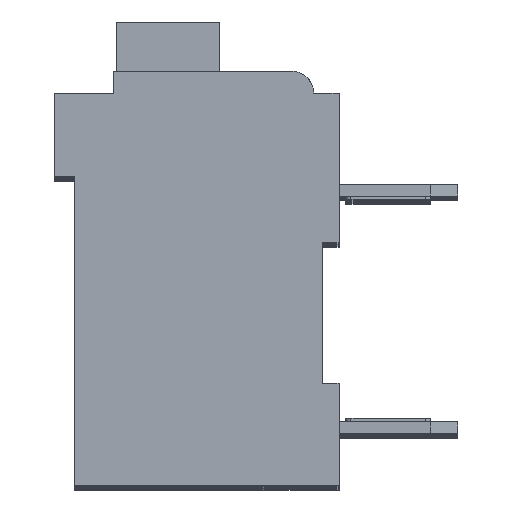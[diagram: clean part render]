
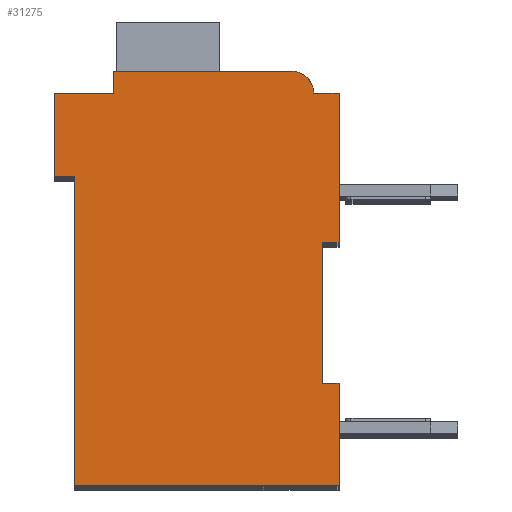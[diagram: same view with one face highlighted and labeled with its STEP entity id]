
A CAD part, top view. The second image highlights one B-rep face of the part: STEP entity #31275.
In plain terms, the highlighted planar face has unit normal (0, 0, 1).
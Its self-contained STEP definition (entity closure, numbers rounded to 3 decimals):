
#5620=DIRECTION('',(1.,0.,0.));
#5621=VECTOR('',#5620,0.5);
#5622=CARTESIAN_POINT('',(7.3,7.15,2.1));
#5623=LINE('',#5622,#5621);
#5624=DIRECTION('',(0.,1.,0.));
#5625=VECTOR('',#5624,4.15);
#5626=CARTESIAN_POINT('',(7.3,3.,2.1));
#5627=LINE('',#5626,#5625);
#5628=DIRECTION('',(-1.,0.,0.));
#5629=VECTOR('',#5628,0.5);
#5630=CARTESIAN_POINT('',(7.8,3.,2.1));
#5631=LINE('',#5630,#5629);
#5632=DIRECTION('',(0.,1.,0.));
#5633=VECTOR('',#5632,3.);
#5634=CARTESIAN_POINT('',(7.8,0.,2.1));
#5635=LINE('',#5634,#5633);
#5636=DIRECTION('',(1.,0.,0.));
#5637=VECTOR('',#5636,7.8);
#5638=CARTESIAN_POINT('',(0.,0.,2.1));
#5639=LINE('',#5638,#5637);
#5640=DIRECTION('',(0.,-1.,0.));
#5641=VECTOR('',#5640,9.1);
#5642=CARTESIAN_POINT('',(0.,9.1,2.1));
#5643=LINE('',#5642,#5641);
#5644=DIRECTION('',(1.,0.,0.));
#5645=VECTOR('',#5644,0.6);
#5646=CARTESIAN_POINT('',(-0.6,9.1,2.1));
#5647=LINE('',#5646,#5645);
#5648=DIRECTION('',(0.,-1.,0.));
#5649=VECTOR('',#5648,2.45);
#5650=CARTESIAN_POINT('',(-0.6,11.55,2.1));
#5651=LINE('',#5650,#5649);
#5652=DIRECTION('',(-1.,0.,0.));
#5653=VECTOR('',#5652,1.75);
#5654=CARTESIAN_POINT('',(1.15,11.55,2.1));
#5655=LINE('',#5654,#5653);
#5656=DIRECTION('',(0.,-1.,0.));
#5657=VECTOR('',#5656,0.65);
#5658=CARTESIAN_POINT('',(1.15,12.2,2.1));
#5659=LINE('',#5658,#5657);
#5660=DIRECTION('',(-1.,0.,0.));
#5661=VECTOR('',#5660,5.25);
#5662=CARTESIAN_POINT('',(6.4,12.2,2.1));
#5663=LINE('',#5662,#5661);
#5664=CARTESIAN_POINT('',(6.4,11.55,2.1));
#5665=DIRECTION('',(0.,0.,1.));
#5666=DIRECTION('',(1.,0.,0.));
#5667=AXIS2_PLACEMENT_3D('',#5664,#5665,#5666);
#5669=DIRECTION('',(-1.,0.,0.));
#5670=VECTOR('',#5669,0.75);
#5671=CARTESIAN_POINT('',(7.8,11.55,2.1));
#5672=LINE('',#5671,#5670);
#5673=DIRECTION('',(0.,1.,0.));
#5674=VECTOR('',#5673,4.4);
#5675=CARTESIAN_POINT('',(7.8,7.15,2.1));
#5676=LINE('',#5675,#5674);
#20363=CARTESIAN_POINT('',(7.3,7.15,2.1));
#20364=CARTESIAN_POINT('',(7.8,7.15,2.1));
#20365=VERTEX_POINT('',#20363);
#20366=VERTEX_POINT('',#20364);
#20367=CARTESIAN_POINT('',(7.8,11.55,2.1));
#20368=VERTEX_POINT('',#20367);
#20369=CARTESIAN_POINT('',(7.05,11.55,2.1));
#20370=VERTEX_POINT('',#20369);
#20371=CARTESIAN_POINT('',(6.4,12.2,2.1));
#20372=VERTEX_POINT('',#20371);
#20373=CARTESIAN_POINT('',(1.15,12.2,2.1));
#20374=VERTEX_POINT('',#20373);
#20375=CARTESIAN_POINT('',(1.15,11.55,2.1));
#20376=VERTEX_POINT('',#20375);
#20377=CARTESIAN_POINT('',(-0.6,11.55,2.1));
#20378=VERTEX_POINT('',#20377);
#20379=CARTESIAN_POINT('',(-0.6,9.1,2.1));
#20380=VERTEX_POINT('',#20379);
#20381=CARTESIAN_POINT('',(0.,9.1,2.1));
#20382=VERTEX_POINT('',#20381);
#20383=CARTESIAN_POINT('',(0.,0.,2.1));
#20384=VERTEX_POINT('',#20383);
#20385=CARTESIAN_POINT('',(7.8,0.,2.1));
#20386=VERTEX_POINT('',#20385);
#20387=CARTESIAN_POINT('',(7.8,3.,2.1));
#20388=VERTEX_POINT('',#20387);
#20389=CARTESIAN_POINT('',(7.3,3.,2.1));
#20390=VERTEX_POINT('',#20389);
#31251=CARTESIAN_POINT('',(0.,0.,2.1));
#31252=DIRECTION('',(0.,0.,1.));
#31253=DIRECTION('',(1.,0.,0.));
#31254=AXIS2_PLACEMENT_3D('',#31251,#31252,#31253);
#31255=PLANE('',#31254);
#31256=ORIENTED_EDGE('',*,*,#26772,.F.);
#31257=ORIENTED_EDGE('',*,*,#27781,.F.);
#31259=ORIENTED_EDGE('',*,*,#31258,.F.);
#31261=ORIENTED_EDGE('',*,*,#31260,.F.);
#31263=ORIENTED_EDGE('',*,*,#31262,.F.);
#31264=ORIENTED_EDGE('',*,*,#28578,.F.);
#31265=ORIENTED_EDGE('',*,*,#28778,.F.);
#31266=ORIENTED_EDGE('',*,*,#29142,.F.);
#31267=ORIENTED_EDGE('',*,*,#29511,.F.);
#31268=ORIENTED_EDGE('',*,*,#29580,.F.);
#31269=ORIENTED_EDGE('',*,*,#30108,.F.);
#31270=ORIENTED_EDGE('',*,*,#30913,.F.);
#31271=ORIENTED_EDGE('',*,*,#30713,.F.);
#31272=ORIENTED_EDGE('',*,*,#27317,.F.);
#31273=EDGE_LOOP('',(#31256,#31257,#31259,#31261,#31263,#31264,#31265,#31266,
#31267,#31268,#31269,#31270,#31271,#31272));
#31274=FACE_OUTER_BOUND('',#31273,.F.);
#5668=CIRCLE('',#5667,0.65);
#26772=EDGE_CURVE('',#20365,#20366,#5623,.T.);
#27317=EDGE_CURVE('',#20366,#20368,#5676,.T.);
#27781=EDGE_CURVE('',#20390,#20365,#5627,.T.);
#28578=EDGE_CURVE('',#20382,#20384,#5643,.T.);
#28778=EDGE_CURVE('',#20380,#20382,#5647,.T.);
#29142=EDGE_CURVE('',#20378,#20380,#5651,.T.);
#29511=EDGE_CURVE('',#20376,#20378,#5655,.T.);
#29580=EDGE_CURVE('',#20374,#20376,#5659,.T.);
#30108=EDGE_CURVE('',#20372,#20374,#5663,.T.);
#30713=EDGE_CURVE('',#20368,#20370,#5672,.T.);
#30913=EDGE_CURVE('',#20370,#20372,#5668,.T.);
#31258=EDGE_CURVE('',#20388,#20390,#5631,.T.);
#31260=EDGE_CURVE('',#20386,#20388,#5635,.T.);
#31262=EDGE_CURVE('',#20384,#20386,#5639,.T.);
#31275=ADVANCED_FACE('',(#31274),#31255,.T.);
